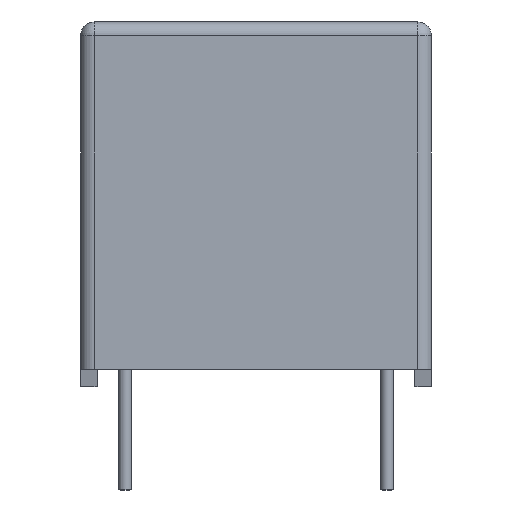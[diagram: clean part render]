
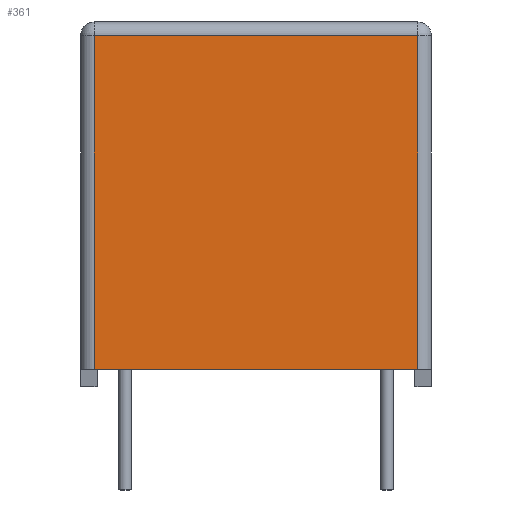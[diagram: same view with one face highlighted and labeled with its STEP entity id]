
A CAD part, left-side view. The second image highlights one B-rep face of the part: STEP entity #361.
In plain terms, the highlighted planar face has unit normal (-1, 0, 0).
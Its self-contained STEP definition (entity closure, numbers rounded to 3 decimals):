
#259=FACE_OUTER_BOUND('',#593,.T.);
#361=ADVANCED_FACE('',(#259),#452,.F.);
#452=PLANE('',#1866);
#593=EDGE_LOOP('',(#931,#932,#933,#934));
#931=ORIENTED_EDGE('',*,*,#1382,.T.);
#932=ORIENTED_EDGE('',*,*,#1383,.T.);
#933=ORIENTED_EDGE('',*,*,#1256,.F.);
#934=ORIENTED_EDGE('',*,*,#1384,.T.);
#1113=VERTEX_POINT('',#2448);
#1114=VERTEX_POINT('',#2450);
#1192=VERTEX_POINT('',#2707);
#1193=VERTEX_POINT('',#2708);
#1256=EDGE_CURVE('',#1113,#1114,#1467,.T.);
#1382=EDGE_CURVE('',#1192,#1193,#1586,.T.);
#1383=EDGE_CURVE('',#1193,#1114,#1587,.T.);
#1384=EDGE_CURVE('',#1113,#1192,#1588,.T.);
#1467=LINE('',#2449,#1655);
#1586=LINE('',#2706,#1774);
#1587=LINE('',#2709,#1775);
#1588=LINE('',#2710,#1776);
#1655=VECTOR('',#1975,1.);
#1774=VECTOR('',#2214,1.);
#1775=VECTOR('',#2215,1.);
#1776=VECTOR('',#2216,1.);
#1866=AXIS2_PLACEMENT_3D('',#2711,#2217,#2218);
#1975=DIRECTION('',(0.,1.,0.));
#2214=DIRECTION('',(0.,1.,0.));
#2215=DIRECTION('',(0.,0.,-1.));
#2216=DIRECTION('',(0.,0.,1.));
#2217=DIRECTION('',(1.,0.,0.));
#2218=DIRECTION('',(0.,-1.,0.));
#2448=CARTESIAN_POINT('',(-10.1,-4.7,-10.1));
#2449=CARTESIAN_POINT('',(-10.1,-5.1,-10.1));
#2450=CARTESIAN_POINT('',(-10.1,4.7,-10.1));
#2706=CARTESIAN_POINT('',(-10.1,-5.1,-0.4));
#2707=CARTESIAN_POINT('',(-10.1,-4.7,-0.4));
#2708=CARTESIAN_POINT('',(-10.1,4.7,-0.4));
#2709=CARTESIAN_POINT('',(-10.1,4.7,-10.1));
#2710=CARTESIAN_POINT('',(-10.1,-4.7,-10.1));
#2711=CARTESIAN_POINT('',(-10.1,-5.1,-10.1));
